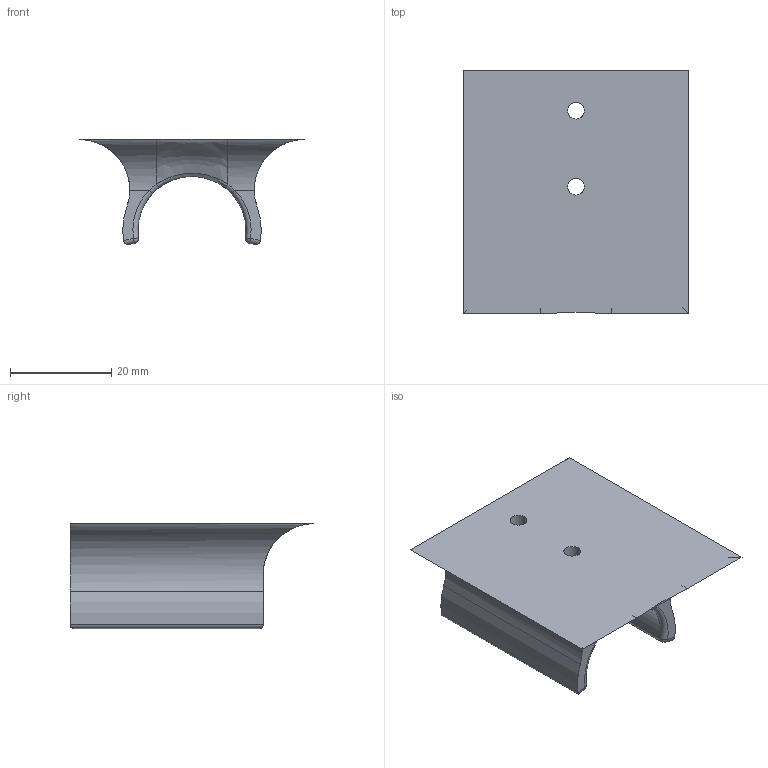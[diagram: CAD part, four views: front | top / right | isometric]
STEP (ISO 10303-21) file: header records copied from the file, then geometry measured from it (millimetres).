
FILE_DESCRIPTION (( 'STEP AP214' ), '1' );
FILE_NAME ('GREA_PLANT_TOWER_EHOUSING_CLIP.STEP', '2025-02-17T13:37:05', ( '' ), ( '' ), 'SwSTEP 2.0', 'SolidWorks 2024', '' );
FILE_SCHEMA (( 'AUTOMOTIVE_DESIGN' ));
Length unit declared in the file: millimetre
Products named in the file (1): GREA_PLANT_TOWER_EHOUSING_CLIP
Bounding box: 44.55 x 48.1 x 20.76 mm (x, y, z)
Volume: 13136.4 mm3; surface area: 6876.4 mm2
Topology: 1 solids, 1 shells, 42 faces, 109 edges, 63 vertices
Faces by surface type: cylinder 20, bspline 8, plane 6, torus 4, sphere 4
Entity records: 3151 total; most frequent: CARTESIAN_POINT 2181, ORIENTED_EDGE 210, DIRECTION 188, EDGE_CURVE 105, AXIS2_PLACEMENT_3D 78, VERTEX_POINT 63, EDGE_LOOP 44, CIRCLE 43
